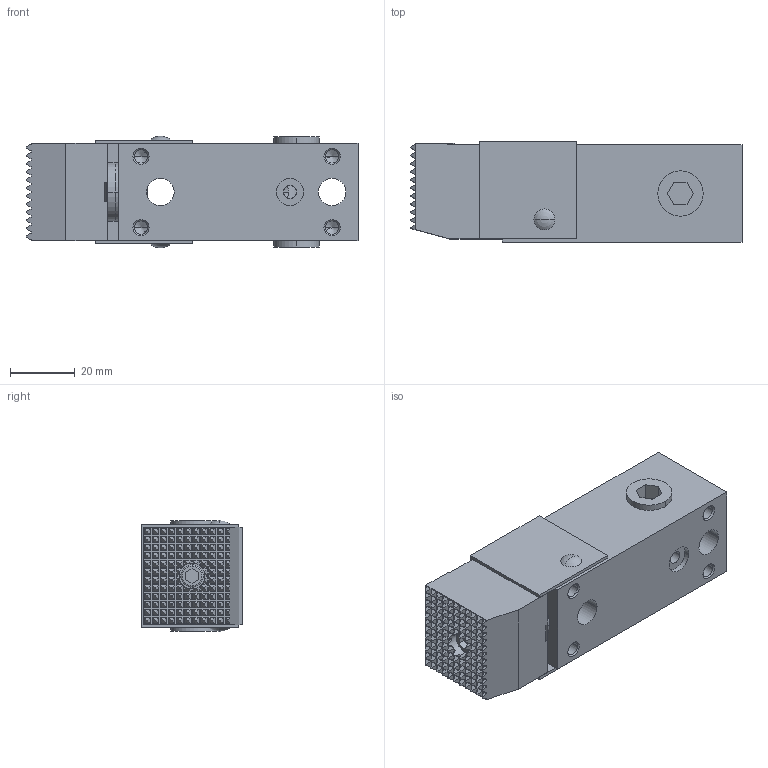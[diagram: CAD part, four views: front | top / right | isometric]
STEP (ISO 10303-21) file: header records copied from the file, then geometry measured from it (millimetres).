
FILE_DESCRIPTION((''),'2;1');
FILE_NAME('ILCM41531105','2020-09-15T',('Mjust'),(''),'PRO/ENGINEER BY PARAMETRIC TECHNOLOGY CORPORATION, 2017170','PRO/ENGINEER BY PARAMETRIC TECHNOLOGY CORPORATION, 2017170','');
FILE_SCHEMA(('AUTOMOTIVE_DESIGN { 1 0 10303 214 1 1 1 1 }'));
Length unit declared in the file: millimetre
Products named in the file (1): ILCM41531105
Bounding box: 102.5 x 31 x 34.4 mm (x, y, z)
Volume: 20831.8 mm3; surface area: 23574.3 mm2
Topology: 1 solids, 4 shells, 762 faces, 1917 edges, 1265 vertices
Faces by surface type: plane 690, cylinder 40, cone 22, sphere 8, torus 2
Entity records: 28455 total; most frequent: CARTESIAN_POINT 4372, ORIENTED_EDGE 3784, DIRECTION 3502, PRESENTATION_STYLE_ASSIGNMENT 1906, STYLED_ITEM 1906, CURVE_STYLE 1902, EDGE_CURVE 1902, VECTOR 1708
